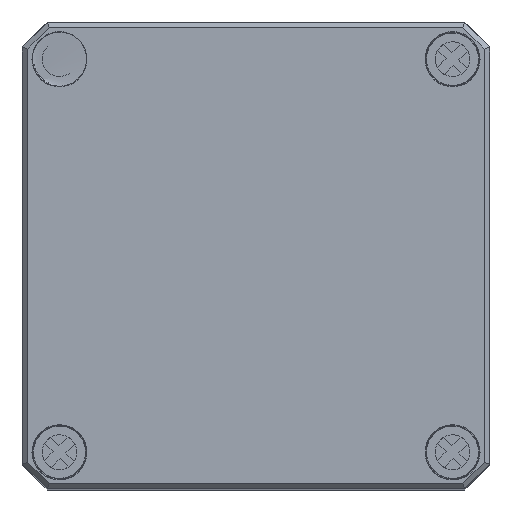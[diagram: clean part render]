
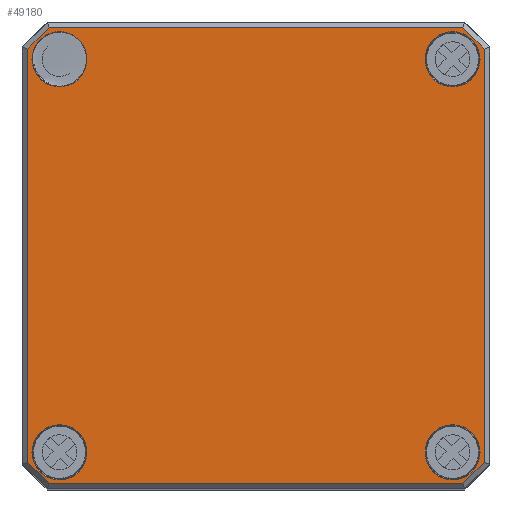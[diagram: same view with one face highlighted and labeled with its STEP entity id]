
A CAD part, top view. The second image highlights one B-rep face of the part: STEP entity #49180.
In plain terms, the highlighted planar face has unit normal (0, 0, 1).
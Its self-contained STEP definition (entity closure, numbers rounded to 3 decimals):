
#1841=CIRCLE('',#52189,5.53);
#1845=CIRCLE('',#52195,5.53);
#1846=CIRCLE('',#52196,5.53);
#1847=CIRCLE('',#52197,5.53);
#1848=CIRCLE('',#52198,5.53);
#1849=CIRCLE('',#52199,5.53);
#2738=FACE_BOUND('',#9226,.T.);
#2739=FACE_BOUND('',#9227,.T.);
#2740=FACE_BOUND('',#9228,.T.);
#2741=FACE_BOUND('',#9229,.T.);
#3674=PLANE('',#52194);
#6101=FACE_OUTER_BOUND('',#9225,.T.);
#9225=EDGE_LOOP('',(#43064,#43065,#43066,#43067,#43068,#43069,#43070,#43071));
#9226=EDGE_LOOP('',(#43072,#43073));
#9227=EDGE_LOOP('',(#43074,#43075));
#9228=EDGE_LOOP('',(#43076));
#9229=EDGE_LOOP('',(#43077));
#13086=LINE('',#88762,#16874);
#13087=LINE('',#88764,#16875);
#13088=LINE('',#88766,#16876);
#13089=LINE('',#88768,#16877);
#13090=LINE('',#88770,#16878);
#13091=LINE('',#88772,#16879);
#13092=LINE('',#88774,#16880);
#13093=LINE('',#88775,#16881);
#16874=VECTOR('',#61208,10.);
#16875=VECTOR('',#61209,10.);
#16876=VECTOR('',#61210,10.);
#16877=VECTOR('',#61211,10.);
#16878=VECTOR('',#61212,10.);
#16879=VECTOR('',#61213,10.);
#16880=VECTOR('',#61214,10.);
#16881=VECTOR('',#61215,10.);
#23225=VERTEX_POINT('',#88750);
#23228=VERTEX_POINT('',#88760);
#23229=VERTEX_POINT('',#88761);
#23230=VERTEX_POINT('',#88763);
#23231=VERTEX_POINT('',#88765);
#23232=VERTEX_POINT('',#88767);
#23233=VERTEX_POINT('',#88769);
#23234=VERTEX_POINT('',#88771);
#23235=VERTEX_POINT('',#88773);
#23236=VERTEX_POINT('',#88776);
#23237=VERTEX_POINT('',#88777);
#23238=VERTEX_POINT('',#88780);
#23239=VERTEX_POINT('',#88781);
#23240=VERTEX_POINT('',#88784);
#29916=EDGE_CURVE('',#23225,#23225,#1841,.T.);
#29921=EDGE_CURVE('',#23228,#23229,#13086,.T.);
#29922=EDGE_CURVE('',#23230,#23228,#13087,.T.);
#29923=EDGE_CURVE('',#23231,#23230,#13088,.T.);
#29924=EDGE_CURVE('',#23232,#23231,#13089,.T.);
#29925=EDGE_CURVE('',#23233,#23232,#13090,.T.);
#29926=EDGE_CURVE('',#23234,#23233,#13091,.T.);
#29927=EDGE_CURVE('',#23235,#23234,#13092,.T.);
#29928=EDGE_CURVE('',#23229,#23235,#13093,.T.);
#29929=EDGE_CURVE('',#23236,#23237,#1845,.T.);
#29930=EDGE_CURVE('',#23237,#23236,#1846,.T.);
#29931=EDGE_CURVE('',#23238,#23239,#1847,.T.);
#29932=EDGE_CURVE('',#23239,#23238,#1848,.T.);
#29933=EDGE_CURVE('',#23240,#23240,#1849,.T.);
#43064=ORIENTED_EDGE('',*,*,#29921,.F.);
#43065=ORIENTED_EDGE('',*,*,#29922,.F.);
#43066=ORIENTED_EDGE('',*,*,#29923,.F.);
#43067=ORIENTED_EDGE('',*,*,#29924,.F.);
#43068=ORIENTED_EDGE('',*,*,#29925,.F.);
#43069=ORIENTED_EDGE('',*,*,#29926,.F.);
#43070=ORIENTED_EDGE('',*,*,#29927,.F.);
#43071=ORIENTED_EDGE('',*,*,#29928,.F.);
#43072=ORIENTED_EDGE('',*,*,#29929,.F.);
#43073=ORIENTED_EDGE('',*,*,#29930,.F.);
#43074=ORIENTED_EDGE('',*,*,#29931,.F.);
#43075=ORIENTED_EDGE('',*,*,#29932,.F.);
#43076=ORIENTED_EDGE('',*,*,#29933,.F.);
#43077=ORIENTED_EDGE('',*,*,#29916,.F.);
#49180=ADVANCED_FACE('',(#6101,#2738,#2739,#2740,#2741),#3674,.T.);
#52189=AXIS2_PLACEMENT_3D('',#88751,#61195,#61196);
#52194=AXIS2_PLACEMENT_3D('',#88759,#61206,#61207);
#52195=AXIS2_PLACEMENT_3D('',#88778,#61216,#61217);
#52196=AXIS2_PLACEMENT_3D('',#88779,#61218,#61219);
#52197=AXIS2_PLACEMENT_3D('',#88782,#61220,#61221);
#52198=AXIS2_PLACEMENT_3D('',#88783,#61222,#61223);
#52199=AXIS2_PLACEMENT_3D('',#88785,#61224,#61225);
#61195=DIRECTION('center_axis',(0.,0.,1.));
#61196=DIRECTION('ref_axis',(-1.,0.,0.));
#61206=DIRECTION('center_axis',(0.,0.,1.));
#61207=DIRECTION('ref_axis',(1.,0.,0.));
#61208=DIRECTION('',(0.707,-0.707,0.));
#61209=DIRECTION('',(1.,0.,0.));
#61210=DIRECTION('',(0.707,0.707,0.));
#61211=DIRECTION('',(0.,1.,0.));
#61212=DIRECTION('',(-0.707,0.707,0.));
#61213=DIRECTION('',(-1.,0.,0.));
#61214=DIRECTION('',(-0.707,-0.707,0.));
#61215=DIRECTION('',(0.,-1.,0.));
#61216=DIRECTION('center_axis',(0.,0.,1.));
#61217=DIRECTION('ref_axis',(1.,0.,0.));
#61218=DIRECTION('center_axis',(0.,0.,1.));
#61219=DIRECTION('ref_axis',(1.,0.,0.));
#61220=DIRECTION('center_axis',(0.,0.,1.));
#61221=DIRECTION('ref_axis',(1.,0.,0.));
#61222=DIRECTION('center_axis',(0.,0.,1.));
#61223=DIRECTION('ref_axis',(1.,0.,0.));
#61224=DIRECTION('center_axis',(0.,0.,1.));
#61225=DIRECTION('ref_axis',(-1.,0.,0.));
#88750=CARTESIAN_POINT('',(-33.97,39.5,15.));
#88751=CARTESIAN_POINT('Origin',(-39.5,39.5,15.));
#88759=CARTESIAN_POINT('Origin',(0.,0.,
15.));
#88760=CARTESIAN_POINT('',(41.532,45.869,15.));
#88761=CARTESIAN_POINT('',(45.869,41.532,15.));
#88762=CARTESIAN_POINT('',(42.45,44.95,15.));
#88763=CARTESIAN_POINT('',(-41.532,45.869,15.));
#88764=CARTESIAN_POINT('',(-21.,45.869,15.));
#88765=CARTESIAN_POINT('',(-45.869,41.532,15.));
#88766=CARTESIAN_POINT('',(-44.95,42.45,15.));
#88767=CARTESIAN_POINT('',(-45.869,-41.532,15.));
#88768=CARTESIAN_POINT('',(-45.869,-21.,15.));
#88769=CARTESIAN_POINT('',(-41.532,-45.869,15.));
#88770=CARTESIAN_POINT('',(-42.45,-44.95,15.));
#88771=CARTESIAN_POINT('',(41.532,-45.869,15.));
#88772=CARTESIAN_POINT('',(21.,-45.869,15.));
#88773=CARTESIAN_POINT('',(45.869,-41.532,15.));
#88774=CARTESIAN_POINT('',(44.95,-42.45,15.));
#88775=CARTESIAN_POINT('',(45.869,21.,15.));
#88776=CARTESIAN_POINT('',(33.97,39.5,15.));
#88777=CARTESIAN_POINT('',(45.03,39.5,15.));
#88778=CARTESIAN_POINT('Origin',(39.5,39.5,15.));
#88779=CARTESIAN_POINT('Origin',(39.5,39.5,15.));
#88780=CARTESIAN_POINT('',(33.97,-39.5,15.));
#88781=CARTESIAN_POINT('',(45.03,-39.5,15.));
#88782=CARTESIAN_POINT('Origin',(39.5,-39.5,15.));
#88783=CARTESIAN_POINT('Origin',(39.5,-39.5,15.));
#88784=CARTESIAN_POINT('',(-33.97,-39.5,15.));
#88785=CARTESIAN_POINT('Origin',(-39.5,-39.5,15.));
